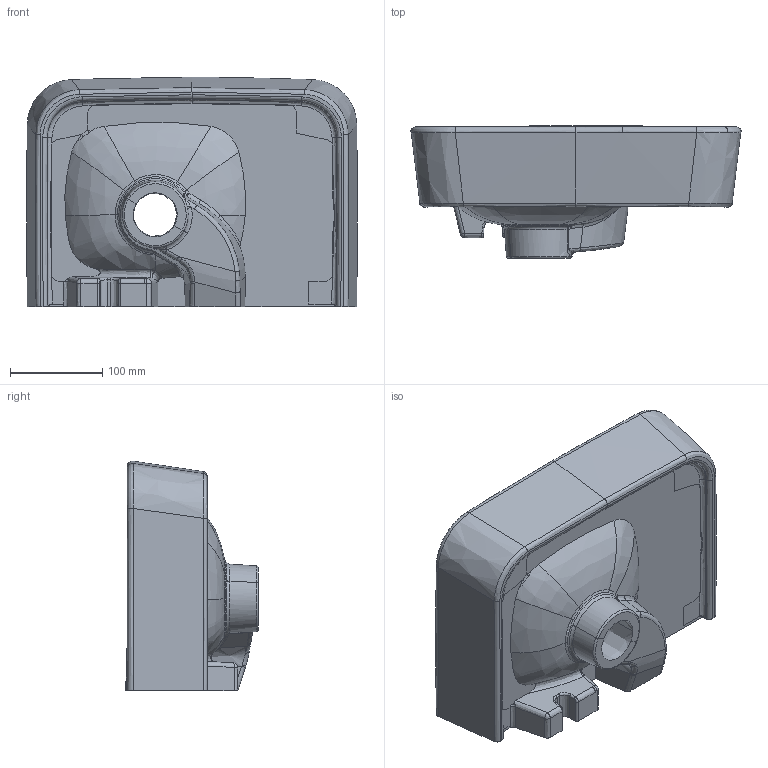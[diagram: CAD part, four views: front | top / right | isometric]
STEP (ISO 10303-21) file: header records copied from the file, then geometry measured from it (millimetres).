
FILE_DESCRIPTION(/* description */ (''),/* implementation_level */ '2;1');
FILE_NAME(/* name */ '434336.stp',/* time_stamp */ '2020-03-26T07:52:41+01:00',/* author */ (''),/* organization */ (''),/* preprocessor_version */ 'ST-DEVELOPER v16.7',/* originating_system */ 'SIEMENS PLM Software NX 1863',/* authorisation */ '');
FILE_SCHEMA (('AUTOMOTIVE_DESIGN { 1 0 10303 214 3 1 1 1 }'));
Length unit declared in the file: millimetre
Products named in the file (1): Sier2A70749Asfew
Bounding box: 359.2 x 143.91 x 249.43 mm (x, y, z)
Volume: 4714187.5 mm3; surface area: 334455.5 mm2
Topology: 1 solids, 1 shells, 227 faces, 592 edges, 364 vertices
Faces by surface type: bspline 205, sphere 8, plane 6, cylinder 3, cone 3, extrusion 2
Full cylindrical faces by diameter (mm): 25 x1
Entity records: 27570 total; most frequent: CARTESIAN_POINT 23673, ORIENTED_EDGE 1166, EDGE_CURVE 583, B_SPLINE_CURVE_WITH_KNOTS 465, VERTEX_POINT 361, DIRECTION 248, EDGE_LOOP 232, ADVANCED_FACE 227
